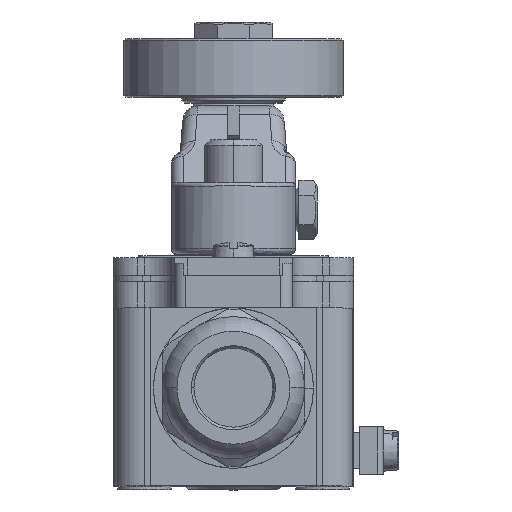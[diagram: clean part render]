
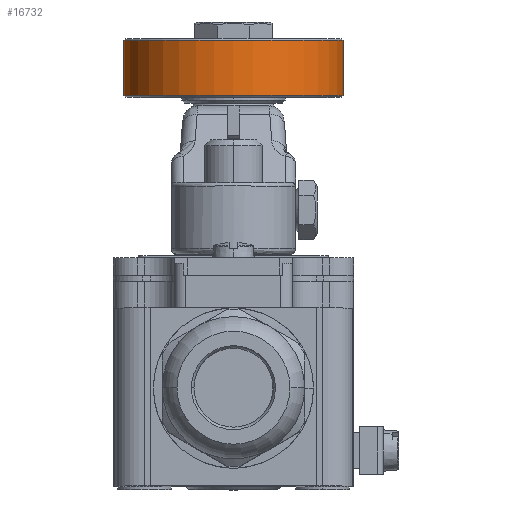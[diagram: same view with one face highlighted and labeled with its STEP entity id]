
A CAD part, top view. The second image highlights one B-rep face of the part: STEP entity #16732.
In plain terms, the highlighted cylindrical face has radius 18.5 mm (diameter 37 mm), a partial arc.
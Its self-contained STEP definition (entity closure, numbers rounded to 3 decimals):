
#3427 = FACE_OUTER_BOUND ( 'NONE', #20751, .T. ) ;
#4469 = AXIS2_PLACEMENT_3D ( 'NONE', #30744, #13165, #27202 ) ;
#5289 = ORIENTED_EDGE ( 'NONE', *, *, #25681, .T. ) ;
#7254 = EDGE_CURVE ( 'NONE', #29034, #21197, #33251, .T. ) ;
#7343 = DIRECTION ( 'NONE',  ( 0., -1., 0. ) ) ;
#7382 = EDGE_CURVE ( 'NONE', #13702, #8765, #12279, .T. ) ;
#8765 = VERTEX_POINT ( 'NONE', #36194 ) ;
#8926 = ORIENTED_EDGE ( 'NONE', *, *, #23381, .T. ) ;
#10267 = ORIENTED_EDGE ( 'NONE', *, *, #7254, .F. ) ;
#11140 = CARTESIAN_POINT ( 'NONE',  ( 0., -4.65, 0. ) ) ;
#12279 = LINE ( 'NONE', #39902, #40403 ) ;
#13165 = DIRECTION ( 'NONE',  ( 0., -1., 0. ) ) ;
#13702 = VERTEX_POINT ( 'NONE', #16284 ) ;
#14682 = DIRECTION ( 'NONE',  ( 0., 0., -1. ) ) ;
#16284 = CARTESIAN_POINT ( 'NONE',  ( 0., 4.65, -18.5 ) ) ;
#16732 = ADVANCED_FACE ( 'NONE', ( #3427 ), #38695, .T. ) ;
#18754 = DIRECTION ( 'NONE',  ( 0., -1., 0. ) ) ;
#19979 = AXIS2_PLACEMENT_3D ( 'NONE', #11140, #35786, #14682 ) ;
#20751 = EDGE_LOOP ( 'NONE', ( #10267, #5289, #26924, #8926 ) ) ;
#21197 = VERTEX_POINT ( 'NONE', #37871 ) ;
#21993 = CIRCLE ( 'NONE', #42226, 18.5 ) ;
#23381 = EDGE_CURVE ( 'NONE', #8765, #21197, #25614, .T. ) ;
#24979 = DIRECTION ( 'NONE',  ( 0., -1., 0. ) ) ;
#25614 = CIRCLE ( 'NONE', #19979, 18.5 ) ;
#25681 = EDGE_CURVE ( 'NONE', #29034, #13702, #21993, .T. ) ;
#26924 = ORIENTED_EDGE ( 'NONE', *, *, #7382, .T. ) ;
#27202 = DIRECTION ( 'NONE',  ( 0., 0., -1. ) ) ;
#28434 = CARTESIAN_POINT ( 'NONE',  ( 0., 4.65, 0. ) ) ;
#29034 = VERTEX_POINT ( 'NONE', #45151 ) ;
#30744 = CARTESIAN_POINT ( 'NONE',  ( 0., 5.445, 0. ) ) ;
#31972 = DIRECTION ( 'NONE',  ( 0., 0., -1. ) ) ;
#33251 = LINE ( 'NONE', #42579, #43753 ) ;
#35786 = DIRECTION ( 'NONE',  ( 0., 1., 0. ) ) ;
#36194 = CARTESIAN_POINT ( 'NONE',  ( 0., -4.65, -18.5 ) ) ;
#37871 = CARTESIAN_POINT ( 'NONE',  ( 0., -4.65, 18.5 ) ) ;
#38695 = CYLINDRICAL_SURFACE ( 'NONE', #4469, 18.5 ) ;
#39902 = CARTESIAN_POINT ( 'NONE',  ( 0., 5.445, -18.5 ) ) ;
#40403 = VECTOR ( 'NONE', #18754, 1000. ) ;
#42226 = AXIS2_PLACEMENT_3D ( 'NONE', #28434, #7343, #31972 ) ;
#42579 = CARTESIAN_POINT ( 'NONE',  ( 0., 5.445, 18.5 ) ) ;
#43753 = VECTOR ( 'NONE', #24979, 1000. ) ;
#45151 = CARTESIAN_POINT ( 'NONE',  ( 0., 4.65, 18.5 ) ) ;
